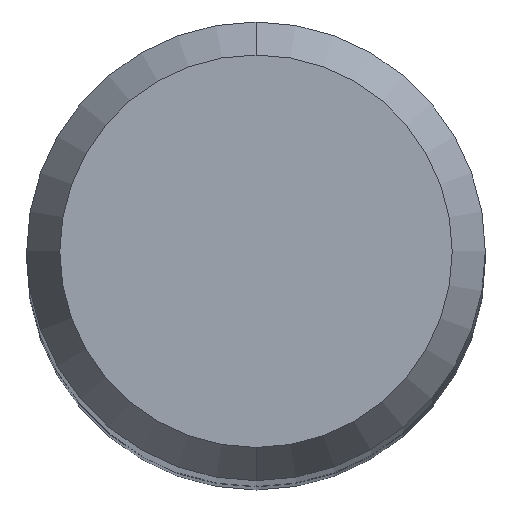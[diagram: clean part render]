
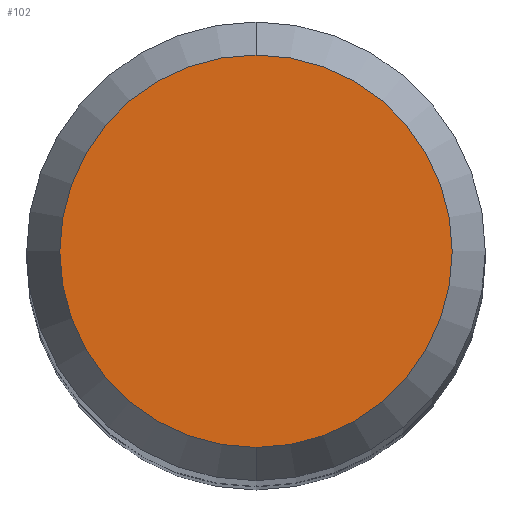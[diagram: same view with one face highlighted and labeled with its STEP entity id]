
A CAD part, top view. The second image highlights one B-rep face of the part: STEP entity #102.
In plain terms, the highlighted planar face has unit normal (0, 0, 1).
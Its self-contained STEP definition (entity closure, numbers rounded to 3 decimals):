
#94=EDGE_CURVE('',#176,#188,#231,.T.);
#102=ADVANCED_FACE('',(#240),#241,.T.);
#176=VERTEX_POINT('',#324);
#188=VERTEX_POINT('',#337);
#192=EDGE_CURVE('',#188,#176,#341,.T.);
#231=CIRCLE('',#377,1.358);
#240=FACE_OUTER_BOUND('',#388,.T.);
#241=PLANE('',#389);
#324=CARTESIAN_POINT('',(0.0,1.358,0.01));
#337=CARTESIAN_POINT('',(0.,-1.358,0.01));
#341=CIRCLE('',#515,1.358);
#377=AXIS2_PLACEMENT_3D('',#540,#541,#542);
#388=EDGE_LOOP('',(#558,#559));
#389=AXIS2_PLACEMENT_3D('',#560,#561,#562);
#515=AXIS2_PLACEMENT_3D('',#672,#673,#674);
#540=CARTESIAN_POINT('',(0.0,0.0,0.01));
#541=DIRECTION('',(0.0,0.0,-1.0));
#542=DIRECTION('',(0.0,1.0,0.0));
#558=ORIENTED_EDGE('',*,*,#94,.F.);
#559=ORIENTED_EDGE('',*,*,#192,.F.);
#560=CARTESIAN_POINT('',(0.0,0.679,0.01));
#561=DIRECTION('',(-0.0,0.0,1.0));
#562=DIRECTION('',(0.0,-1.0,0.0));
#672=CARTESIAN_POINT('',(0.0,0.0,0.01));
#673=DIRECTION('',(0.0,0.0,-1.0));
#674=DIRECTION('',(0.0,1.0,0.0));
